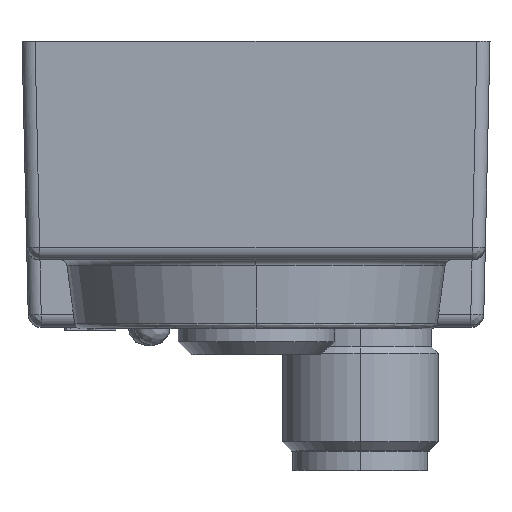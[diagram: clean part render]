
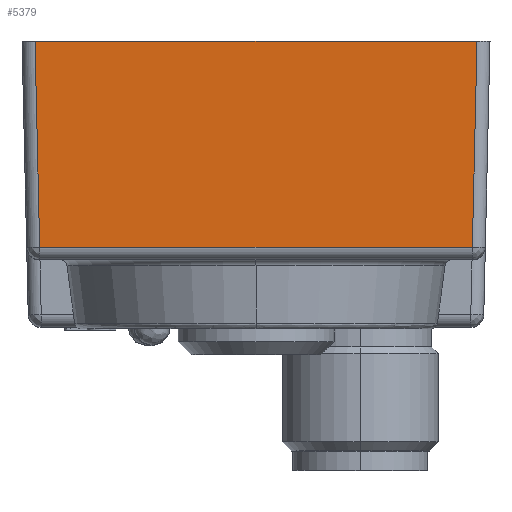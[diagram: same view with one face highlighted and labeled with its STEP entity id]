
A CAD part, left-side view. The second image highlights one B-rep face of the part: STEP entity #5379.
In plain terms, the highlighted planar face has unit normal (-1, 0, -0.03).
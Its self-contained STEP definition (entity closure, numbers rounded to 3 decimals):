
#1513 = CARTESIAN_POINT ( 'NONE',  ( 0.471, 34.641, 6.17 ) ) ;
#1605 = CARTESIAN_POINT ( 'NONE',  ( 0.471, 1.359, 6.17 ) ) ;
#1892 = CARTESIAN_POINT ( 'NONE',  ( 0., 35., 22. ) ) ;
#1893 = DIRECTION ( 'NONE',  ( -0.03, 0.023, 0.999 ) ) ;
#1894 = VECTOR ( 'NONE', #1893, 1000. ) ;
#1895 = CARTESIAN_POINT ( 'NONE',  ( 0.471, 34.641, 6.17 ) ) ;
#1896 = LINE ( 'NONE', #1895, #1894 ) ;
#1998 = DIRECTION ( 'NONE',  ( 0., 1., 0. ) ) ;
#1999 = VECTOR ( 'NONE', #1998, 1000. ) ;
#2000 = CARTESIAN_POINT ( 'NONE',  ( 0.471, 36., 6.17 ) ) ;
#2006 = LINE ( 'NONE', #2000, #1999 ) ;
#2065 = DIRECTION ( 'NONE',  ( 0.03, 0.023, -0.999 ) ) ;
#2066 = VECTOR ( 'NONE', #2065, 1000. ) ;
#2067 = CARTESIAN_POINT ( 'NONE',  ( 0., 1., 22. ) ) ;
#2073 = LINE ( 'NONE', #2067, #2066 ) ;
#2074 = CARTESIAN_POINT ( 'NONE',  ( 0., 1., 22. ) ) ;
#2263 = PLANE ( 'NONE',  #2324 ) ;
#2264 = FACE_OUTER_BOUND ( 'NONE', #5380, .T. ) ;
#2317 = DIRECTION ( 'NONE',  ( 0., -1., 0. ) ) ;
#2318 = VECTOR ( 'NONE', #2317, 1000. ) ;
#2319 = CARTESIAN_POINT ( 'NONE',  ( 0., 18., 22. ) ) ;
#2320 = LINE ( 'NONE', #2319, #2318 ) ;
#2321 = DIRECTION ( 'NONE',  ( 0.03, 0., -1. ) ) ;
#2322 = DIRECTION ( 'NONE',  ( 1., 0., 0.03 ) ) ;
#2323 = CARTESIAN_POINT ( 'NONE',  ( 0., 36., 22. ) ) ;
#2324 = AXIS2_PLACEMENT_3D ( 'NONE', #2323, #2322, #2321 ) ;
#4837 = VERTEX_POINT ( 'NONE', #1513 ) ;
#4889 = VERTEX_POINT ( 'NONE', #1605 ) ;
#5119 = EDGE_CURVE ( 'NONE', #4837, #5120, #1896, .T. ) ;
#5120 = VERTEX_POINT ( 'NONE', #1892 ) ;
#5191 = EDGE_CURVE ( 'NONE', #4889, #4837, #2006, .T. ) ;
#5232 = VERTEX_POINT ( 'NONE', #2074 ) ;
#5234 = EDGE_CURVE ( 'NONE', #5232, #4889, #2073, .T. ) ;
#5379 = ADVANCED_FACE ( 'NONE', ( #2264 ), #2263, .F. ) ;
#5380 = EDGE_LOOP ( 'NONE', ( #5381, #5382, #5383, #5385 ) ) ;
#5381 = ORIENTED_EDGE ( 'NONE', *, *, #5191, .F. ) ;
#5382 = ORIENTED_EDGE ( 'NONE', *, *, #5234, .F. ) ;
#5383 = ORIENTED_EDGE ( 'NONE', *, *, #5384, .F. ) ;
#5384 = EDGE_CURVE ( 'NONE', #5120, #5232, #2320, .T. ) ;
#5385 = ORIENTED_EDGE ( 'NONE', *, *, #5119, .F. ) ;
